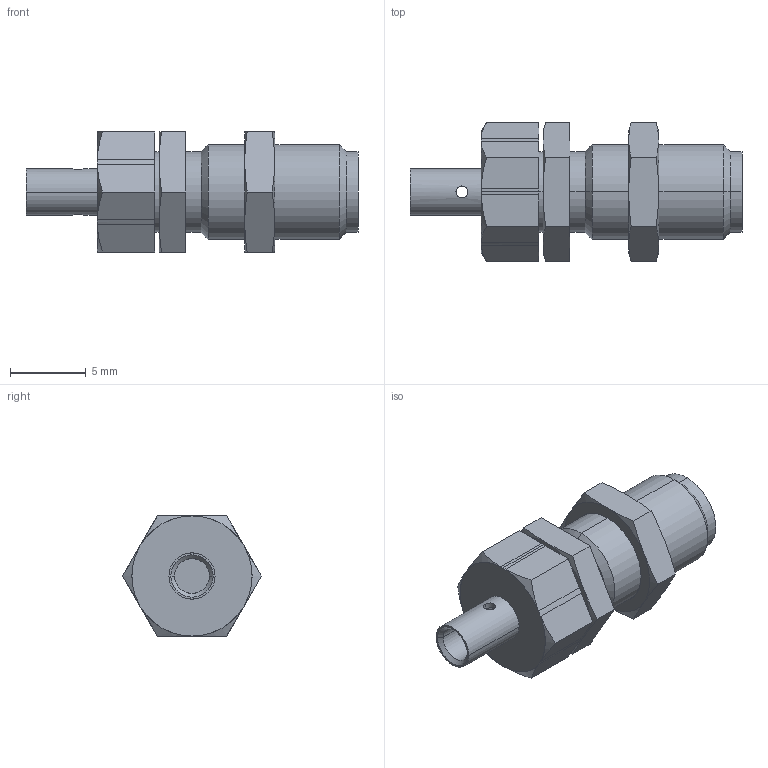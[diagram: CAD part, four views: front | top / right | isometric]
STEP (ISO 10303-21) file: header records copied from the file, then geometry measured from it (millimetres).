
FILE_DESCRIPTION (( 'STEP AP214' ), '1' );
FILE_NAME ('SF1521-60025.STEP', '2015-08-18T20:08:37', ( '' ), ( '' ), 'SwSTEP 2.0', 'SolidWorks 2015', '' );
FILE_SCHEMA (( 'AUTOMOTIVE_DESIGN' ));
Length unit declared in the file: inch
Products named in the file (1): SF1521-60025
Bounding box: 21.92 x 9.15 x 7.93 mm (x, y, z)
Volume: 661.8 mm3; surface area: 728.4 mm2
Topology: 1 solids, 1 shells, 92 faces, 212 edges, 130 vertices
Faces by surface type: cone 36, plane 34, cylinder 22
Entity records: 3895 total; most frequent: CARTESIAN_POINT 683, ORIENTED_EDGE 424, DIRECTION 400, EDGE_CURVE 212, AXIS2_PLACEMENT_3D 159, VERTEX_POINT 130, EDGE_LOOP 104, UNCERTAINTY_MEASURE_WITH_UNIT 92
